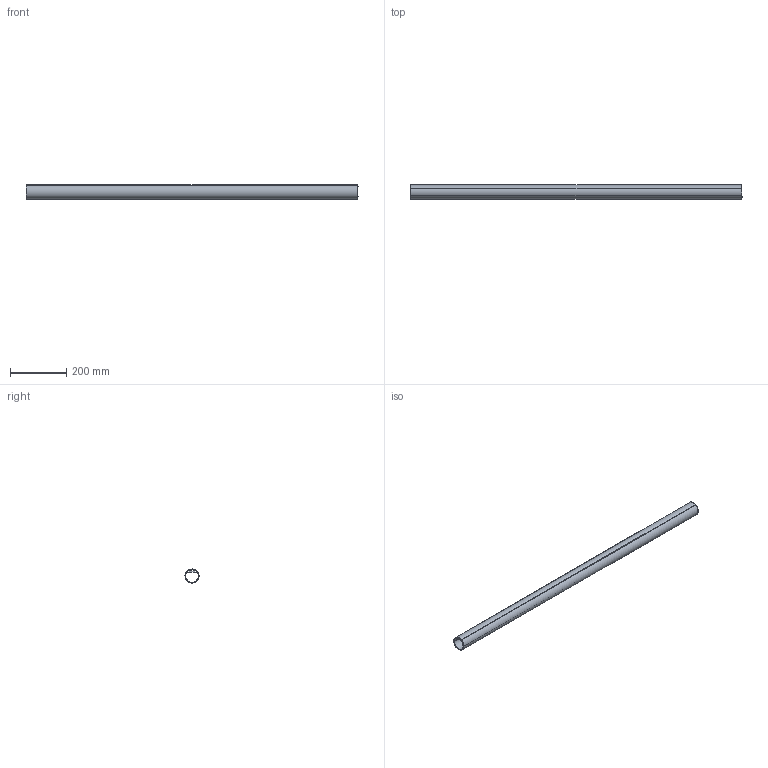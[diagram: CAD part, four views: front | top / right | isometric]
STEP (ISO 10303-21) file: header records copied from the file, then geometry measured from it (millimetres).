
FILE_DESCRIPTION(/* description */ (''),/* implementation_level */ '2;1');
FILE_NAME(/* name */ 'AoL-System-Suspension-Linear-1200',/* time_stamp */ '2019-09-25T18:04:22+02:00',/* author */ (''),/* organization */ (''),/* preprocessor_version */ 'ST-DEVELOPER v15',/* originating_system */ '',/* authorisation */ '');
FILE_SCHEMA (('AUTOMOTIVE_DESIGN'));
Length unit declared in the file: millimetre
Products named in the file (1): Document
Bounding box: 1184 x 49.99 x 49.98 mm (x, y, z)
Volume: 544283.8 mm3; surface area: 423561 mm2
Topology: 2 solids, 2 shells, 44 faces, 99 edges, 59 vertices
Faces by surface type: bspline 36, plane 8
Entity records: 1273 total; most frequent: CARTESIAN_POINT 700, ORIENTED_EDGE 198, EDGE_CURVE 99, VERTEX_POINT 59, EDGE_LOOP 46, ADVANCED_FACE 44, FACE_OUTER_BOUND 44, B_SPLINE_CURVE_WITH_KNOTS 12
